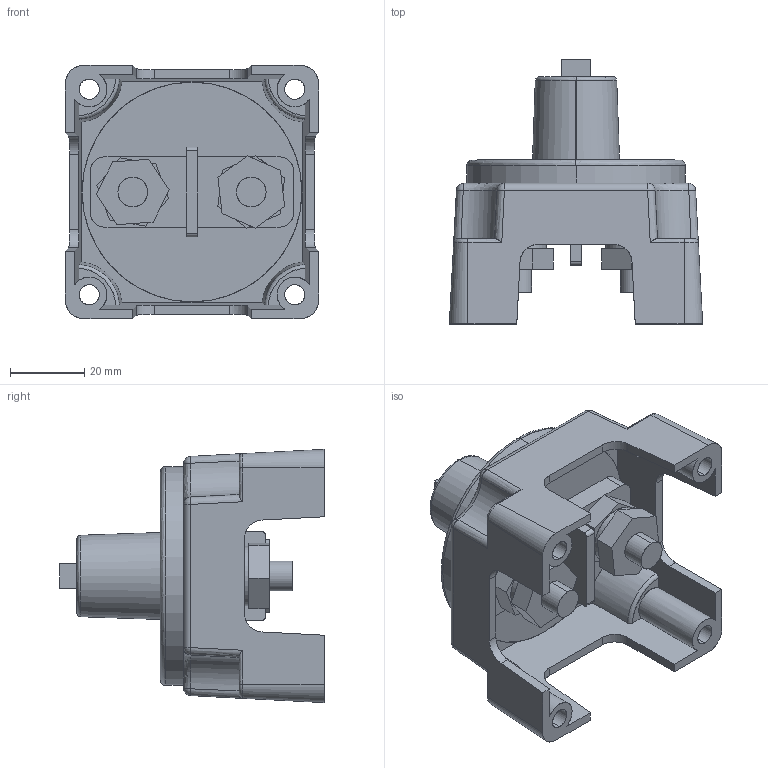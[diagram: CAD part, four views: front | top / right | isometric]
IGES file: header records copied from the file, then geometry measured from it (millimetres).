
Start section: SolidWorks IGES FILE using analytic representation for surfaces
Global section: file name: westmarineswitch.IGS; native system: SolidWorks 2001Plus by SolidWorks Corporation; preprocessor: Version 5.3; author: Pete; date: 030226.214553; units: millimetre
Bounding box: 68.4 x 71.4 x 68.4 mm (x, y, z)
Surface area: 35128.7 mm2 (no closed solid volume)
Topology: 0 solids, 0 shells, 192 faces, 2704 edges, 2704 vertices
Faces by surface type: bspline 116, revolution 76
